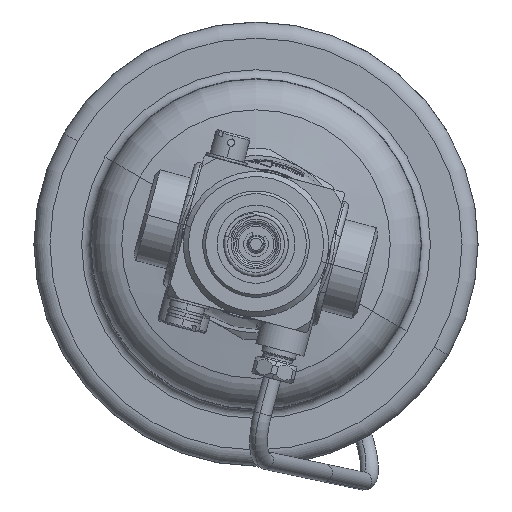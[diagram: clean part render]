
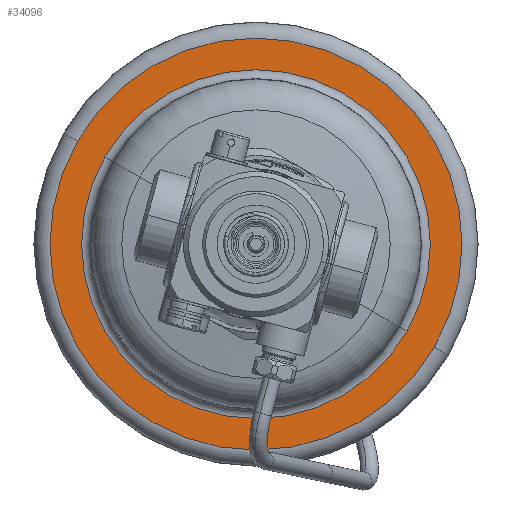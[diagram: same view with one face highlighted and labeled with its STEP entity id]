
A CAD part, front view. The second image highlights one B-rep face of the part: STEP entity #34096.
In plain terms, the highlighted planar face has unit normal (0, -1, 0).
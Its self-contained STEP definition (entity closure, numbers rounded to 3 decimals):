
#5738=CARTESIAN_POINT('',(0.,76.4,0.));
#5739=DIRECTION('',(0.,-1.,0.));
#5740=DIRECTION('',(-0.866,0.,0.5));
#5741=AXIS2_PLACEMENT_3D('',#5738,#5739,#5740);
#5743=CARTESIAN_POINT('',(0.,76.4,0.));
#5744=DIRECTION('',(0.,1.,0.));
#5745=DIRECTION('',(-0.866,0.,0.5));
#5746=AXIS2_PLACEMENT_3D('',#5743,#5744,#5745);
#5748=CARTESIAN_POINT('',(0.,76.4,0.));
#5749=DIRECTION('',(0.,1.,0.));
#5750=DIRECTION('',(-0.866,0.,0.5));
#5751=AXIS2_PLACEMENT_3D('',#5748,#5749,#5750);
#5753=CARTESIAN_POINT('',(0.,76.4,0.));
#5754=DIRECTION('',(0.,-1.,0.));
#5755=DIRECTION('',(-0.866,0.,0.5));
#5756=AXIS2_PLACEMENT_3D('',#5753,#5754,#5755);
#21154=CARTESIAN_POINT('',(-50.272,76.4,29.025));
#21156=VERTEX_POINT('',#21154);
#21157=CARTESIAN_POINT('',(-42.554,76.4,24.569));
#21159=VERTEX_POINT('',#21157);
#21186=CARTESIAN_POINT('',(50.272,76.4,-29.025));
#21188=VERTEX_POINT('',#21186);
#21189=CARTESIAN_POINT('',(42.554,76.4,-24.569));
#21191=VERTEX_POINT('',#21189);
#34081=CARTESIAN_POINT('',(0.,76.4,0.));
#34082=DIRECTION('',(0.,1.,0.));
#34083=DIRECTION('',(0.866,0.,-0.5));
#34084=AXIS2_PLACEMENT_3D('',#34081,#34082,#34083);
#34085=PLANE('',#34084);
#34087=ORIENTED_EDGE('',*,*,#34086,.T.);
#34089=ORIENTED_EDGE('',*,*,#34088,.F.);
#34090=EDGE_LOOP('',(#34087,#34089));
#34091=FACE_OUTER_BOUND('',#34090,.F.);
#34092=ORIENTED_EDGE('',*,*,#34063,.T.);
#34093=ORIENTED_EDGE('',*,*,#34074,.F.);
#34094=EDGE_LOOP('',(#34092,#34093));
#34095=FACE_BOUND('',#34094,.F.);
#34096=ADVANCED_FACE('',(#34091,#34095),#34085,.F.);
#5742=CIRCLE('',#5741,49.137);
#5747=CIRCLE('',#5746,49.137);
#5752=CIRCLE('',#5751,58.05);
#5757=CIRCLE('',#5756,58.05);
#34063=EDGE_CURVE('',#21159,#21191,#5742,.T.);
#34074=EDGE_CURVE('',#21159,#21191,#5747,.T.);
#34086=EDGE_CURVE('',#21156,#21188,#5752,.T.);
#34088=EDGE_CURVE('',#21156,#21188,#5757,.T.);
